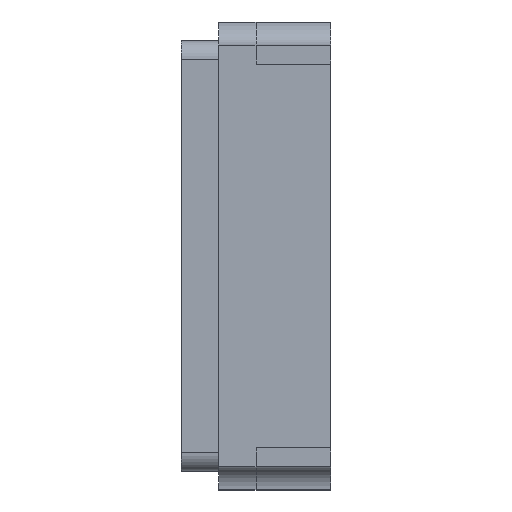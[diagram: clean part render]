
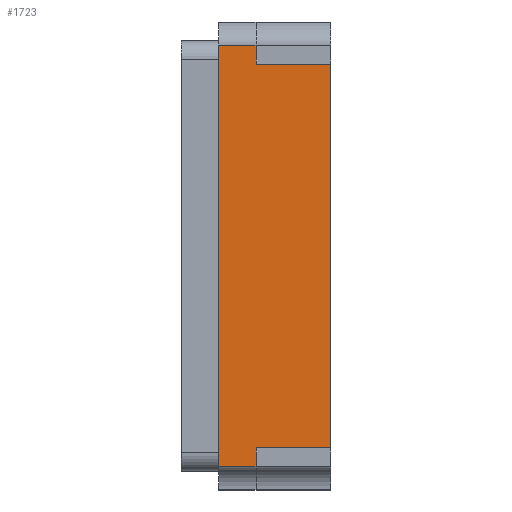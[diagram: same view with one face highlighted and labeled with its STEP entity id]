
A CAD part, left-side view. The second image highlights one B-rep face of the part: STEP entity #1723.
In plain terms, the highlighted planar face has unit normal (-1, 0, 0).
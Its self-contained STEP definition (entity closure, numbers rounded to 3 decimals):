
#4 = AXIS2_PLACEMENT_3D ( 'NONE', #632, #2764, #2778 ) ;
#112 = CARTESIAN_POINT ( 'NONE',  ( -2., 0.4, 1.125 ) ) ;
#116 = ORIENTED_EDGE ( 'NONE', *, *, #161, .T. ) ;
#146 = LINE ( 'NONE', #1864, #407 ) ;
#161 = EDGE_CURVE ( 'NONE', #2785, #1522, #302, .T. ) ;
#176 = EDGE_CURVE ( 'NONE', #629, #1112, #2988, .T. ) ;
#209 = CARTESIAN_POINT ( 'NONE',  ( -2., 0.6, 1.125 ) ) ;
#222 = CARTESIAN_POINT ( 'NONE',  ( -2., 0.6, -1.125 ) ) ;
#224 = VERTEX_POINT ( 'NONE', #222 ) ;
#302 = LINE ( 'NONE', #457, #2564 ) ;
#407 = VECTOR ( 'NONE', #835, 1000. ) ;
#457 = CARTESIAN_POINT ( 'NONE',  ( -2., 0., 1.25 ) ) ;
#496 = DIRECTION ( 'NONE',  ( 0., 0., 1. ) ) ;
#555 = ORIENTED_EDGE ( 'NONE', *, *, #732, .F. ) ;
#629 = VERTEX_POINT ( 'NONE', #1482 ) ;
#632 = CARTESIAN_POINT ( 'NONE',  ( -2., 0.6, 1.25 ) ) ;
#701 = VECTOR ( 'NONE', #2189, 1000. ) ;
#710 = CARTESIAN_POINT ( 'NONE',  ( -2., 0.6, -1.125 ) ) ;
#732 = EDGE_CURVE ( 'NONE', #224, #819, #2391, .T. ) ;
#757 = CARTESIAN_POINT ( 'NONE',  ( -2., 0.4, 1.125 ) ) ;
#819 = VERTEX_POINT ( 'NONE', #209 ) ;
#835 = DIRECTION ( 'NONE',  ( 0., 1., 0. ) ) ;
#849 = LINE ( 'NONE', #710, #2940 ) ;
#1012 = EDGE_CURVE ( 'NONE', #2727, #819, #146, .T. ) ;
#1035 = LINE ( 'NONE', #1915, #701 ) ;
#1097 = EDGE_CURVE ( 'NONE', #629, #2785, #1035, .T. ) ;
#1112 = VERTEX_POINT ( 'NONE', #2443 ) ;
#1142 = CARTESIAN_POINT ( 'NONE',  ( -2., 0.4, 1.025 ) ) ;
#1268 = CARTESIAN_POINT ( 'NONE',  ( -2., 0., -1.025 ) ) ;
#1345 = EDGE_CURVE ( 'NONE', #224, #1112, #849, .T. ) ;
#1437 = LINE ( 'NONE', #1142, #2721 ) ;
#1482 = CARTESIAN_POINT ( 'NONE',  ( -2., 0.4, -1.025 ) ) ;
#1495 = EDGE_CURVE ( 'NONE', #2727, #2485, #3297, .T. ) ;
#1522 = VERTEX_POINT ( 'NONE', #1912 ) ;
#1576 = DIRECTION ( 'NONE',  ( 0., 0., -1. ) ) ;
#1593 = ORIENTED_EDGE ( 'NONE', *, *, #1345, .T. ) ;
#1704 = EDGE_CURVE ( 'NONE', #2485, #1522, #1437, .T. ) ;
#1723 = ADVANCED_FACE ( 'NONE', ( #2902 ), #2255, .F. ) ;
#1810 = DIRECTION ( 'NONE',  ( 0., 0., 1. ) ) ;
#1864 = CARTESIAN_POINT ( 'NONE',  ( -2., 0.6, 1.125 ) ) ;
#1912 = CARTESIAN_POINT ( 'NONE',  ( -2., 0., 1.025 ) ) ;
#1915 = CARTESIAN_POINT ( 'NONE',  ( -2., 0.4, -1.025 ) ) ;
#2189 = DIRECTION ( 'NONE',  ( 0., -1., 0. ) ) ;
#2255 = PLANE ( 'NONE',  #4 ) ;
#2386 = DIRECTION ( 'NONE',  ( 0., 0., -1. ) ) ;
#2391 = LINE ( 'NONE', #2640, #3023 ) ;
#2411 = ORIENTED_EDGE ( 'NONE', *, *, #176, .F. ) ;
#2443 = CARTESIAN_POINT ( 'NONE',  ( -2., 0.4, -1.125 ) ) ;
#2463 = VECTOR ( 'NONE', #1576, 1000. ) ;
#2475 = ORIENTED_EDGE ( 'NONE', *, *, #1012, .T. ) ;
#2485 = VERTEX_POINT ( 'NONE', #2547 ) ;
#2547 = CARTESIAN_POINT ( 'NONE',  ( -2., 0.4, 1.025 ) ) ;
#2564 = VECTOR ( 'NONE', #1810, 1000. ) ;
#2614 = ORIENTED_EDGE ( 'NONE', *, *, #1704, .F. ) ;
#2640 = CARTESIAN_POINT ( 'NONE',  ( -2., 0.6, 1.25 ) ) ;
#2660 = CARTESIAN_POINT ( 'NONE',  ( -2., 0.4, -1.125 ) ) ;
#2685 = ORIENTED_EDGE ( 'NONE', *, *, #1097, .T. ) ;
#2721 = VECTOR ( 'NONE', #3051, 1000. ) ;
#2727 = VERTEX_POINT ( 'NONE', #112 ) ;
#2764 = DIRECTION ( 'NONE',  ( 1., 0., 0. ) ) ;
#2773 = EDGE_LOOP ( 'NONE', ( #116, #2614, #3285, #2475, #555, #1593, #2411, #2685 ) ) ;
#2778 = DIRECTION ( 'NONE',  ( 0., 0., -1. ) ) ;
#2785 = VERTEX_POINT ( 'NONE', #1268 ) ;
#2839 = DIRECTION ( 'NONE',  ( 0., -1., 0. ) ) ;
#2902 = FACE_OUTER_BOUND ( 'NONE', #2773, .T. ) ;
#2940 = VECTOR ( 'NONE', #2839, 1000. ) ;
#2988 = LINE ( 'NONE', #2660, #3311 ) ;
#3023 = VECTOR ( 'NONE', #496, 1000. ) ;
#3051 = DIRECTION ( 'NONE',  ( 0., -1., 0. ) ) ;
#3285 = ORIENTED_EDGE ( 'NONE', *, *, #1495, .F. ) ;
#3297 = LINE ( 'NONE', #757, #2463 ) ;
#3311 = VECTOR ( 'NONE', #2386, 1000. ) ;
